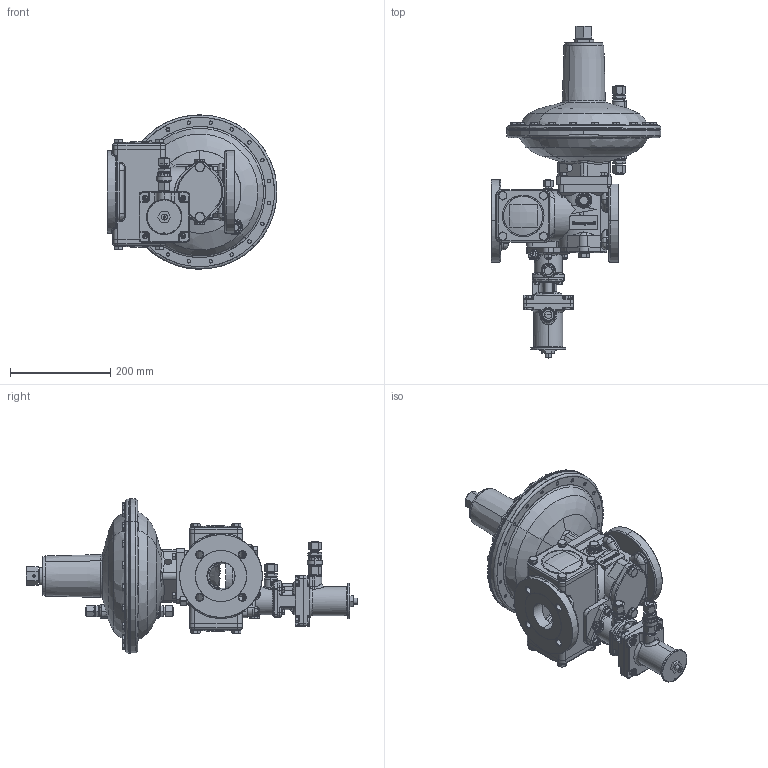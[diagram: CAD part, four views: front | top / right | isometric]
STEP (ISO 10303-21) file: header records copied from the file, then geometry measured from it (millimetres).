
FILE_DESCRIPTION (( 'STEP AP214' ), '1' );
FILE_NAME ('MB_HON370_50_RE1_K1a_K2a_A_.STEP', '2017-03-15T09:55:12', ( '' ), ( '' ), 'SwSTEP 2.0', 'SolidWorks 2015', '' );
FILE_SCHEMA (( 'AUTOMOTIVE_DESIGN' ));
Length unit declared in the file: millimetre
Products named in the file (1): MB_HON370_50_RE1_K1a_K2a_A_
Bounding box: 338.76 x 662.3 x 308 mm (x, y, z)
Surface area: 678227 mm2 (no closed solid volume)
Topology: 0 solids, 1998 shells, 2488 faces, 10756 edges, 10258 vertices
Faces by surface type: plane 899, cylinder 738, bspline 447, cone 404
Entity records: 215336 total; most frequent: CARTESIAN_POINT 135982, DIRECTION 14268, ORIENTED_EDGE 11766, EDGE_CURVE 10728, VERTEX_POINT 10258, AXIS2_PLACEMENT_3D 5013, VECTOR 4242, LINE 4242
